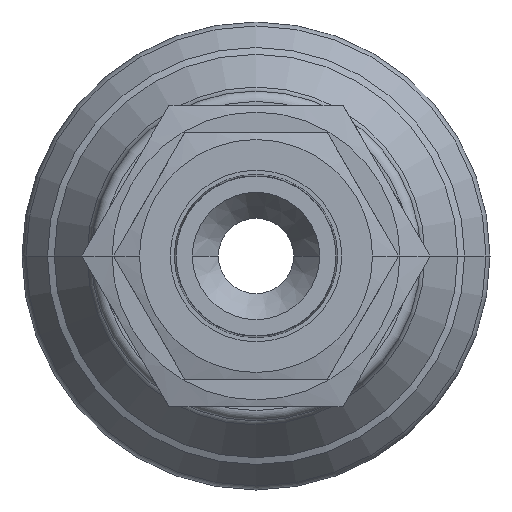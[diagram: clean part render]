
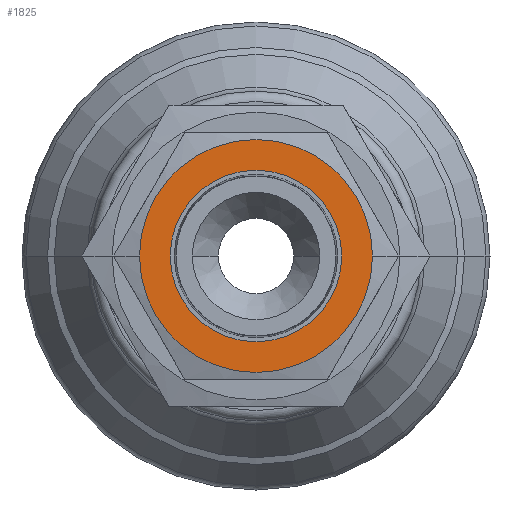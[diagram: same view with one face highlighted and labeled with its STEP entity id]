
A CAD part, left-side view. The second image highlights one B-rep face of the part: STEP entity #1825.
In plain terms, the highlighted face is planar.
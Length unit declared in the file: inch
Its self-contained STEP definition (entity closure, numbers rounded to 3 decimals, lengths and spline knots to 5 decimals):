
#1223=CARTESIAN_POINT('',(0.313,0.,0.));
#1224=DIRECTION('',(-1.,0.,0.));
#1225=DIRECTION('',(0.,1.,0.));
#1226=AXIS2_PLACEMENT_3D('',#1223,#1224,#1225);
#1228=CARTESIAN_POINT('',(0.313,0.,0.));
#1229=DIRECTION('',(-1.,0.,0.));
#1230=DIRECTION('',(0.,-1.,0.));
#1231=AXIS2_PLACEMENT_3D('',#1228,#1229,#1230);
#1233=CARTESIAN_POINT('',(0.313,0.,0.));
#1234=DIRECTION('',(1.,0.,0.));
#1235=DIRECTION('',(0.,1.,0.));
#1236=AXIS2_PLACEMENT_3D('',#1233,#1234,#1235);
#1238=CARTESIAN_POINT('',(0.313,0.,0.));
#1239=DIRECTION('',(1.,0.,0.));
#1240=DIRECTION('',(0.,-1.,0.));
#1241=AXIS2_PLACEMENT_3D('',#1238,#1239,#1240);
#1580=CARTESIAN_POINT('',(0.313,0.2655,0.));
#1581=CARTESIAN_POINT('',(0.313,-0.2655,0.));
#1582=VERTEX_POINT('',#1580);
#1583=VERTEX_POINT('',#1581);
#1634=CARTESIAN_POINT('',(0.313,0.19555,0.));
#1635=VERTEX_POINT('',#1634);
#1636=CARTESIAN_POINT('',(0.313,-0.19555,0.));
#1637=VERTEX_POINT('',#1636);
#1809=CARTESIAN_POINT('',(0.313,0.,0.));
#1810=DIRECTION('',(1.,0.,0.));
#1811=DIRECTION('',(0.,0.,1.));
#1812=AXIS2_PLACEMENT_3D('',#1809,#1810,#1811);
#1813=PLANE('',#1812);
#1815=ORIENTED_EDGE('',*,*,#1814,.T.);
#1816=ORIENTED_EDGE('',*,*,#1795,.T.);
#1817=EDGE_LOOP('',(#1815,#1816));
#1818=FACE_OUTER_BOUND('',#1817,.F.);
#1820=ORIENTED_EDGE('',*,*,#1819,.T.);
#1822=ORIENTED_EDGE('',*,*,#1821,.T.);
#1823=EDGE_LOOP('',(#1820,#1822));
#1824=FACE_BOUND('',#1823,.F.);
#1825=ADVANCED_FACE('',(#1818,#1824),#1813,.T.);
#1227=CIRCLE('',#1226,0.2655);
#1232=CIRCLE('',#1231,0.2655);
#1237=CIRCLE('',#1236,0.19555);
#1242=CIRCLE('',#1241,0.19555);
#1795=EDGE_CURVE('',#1583,#1582,#1232,.T.);
#1814=EDGE_CURVE('',#1582,#1583,#1227,.T.);
#1819=EDGE_CURVE('',#1635,#1637,#1237,.T.);
#1821=EDGE_CURVE('',#1637,#1635,#1242,.T.);
